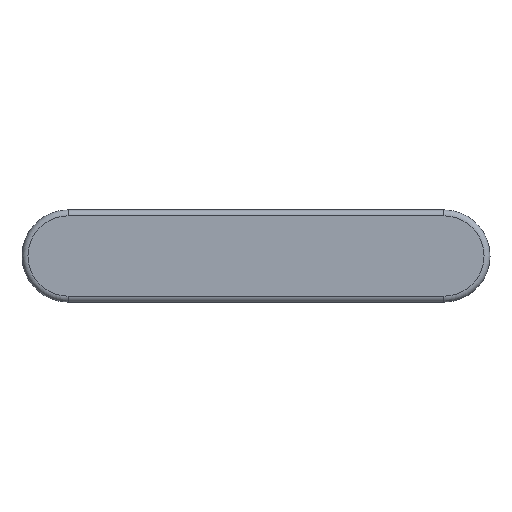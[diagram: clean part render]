
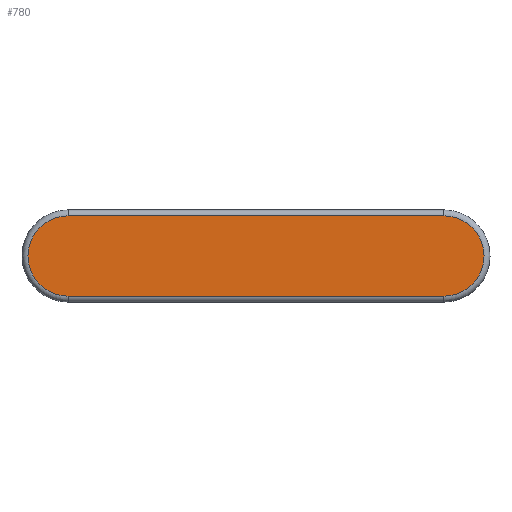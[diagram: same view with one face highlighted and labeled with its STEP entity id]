
A CAD part, front view. The second image highlights one B-rep face of the part: STEP entity #780.
In plain terms, the highlighted planar face has unit normal (0, -1, 0).
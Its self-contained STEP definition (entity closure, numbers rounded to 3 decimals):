
#370=CARTESIAN_POINT('',(-11.444,-24.8,
-3.315));
#380=DIRECTION('',(-0.,1.,0.));
#390=DIRECTION('',(1.,0.,0.));
#400=AXIS2_PLACEMENT_3D('',#370,#380,#390);
#410=PLANE('',#400);
#420=CARTESIAN_POINT('',(-23.9,-24.8,
0.));
#430=DIRECTION('',(0.,-1.,0.));
#440=DIRECTION('',(-1.,0.,0.));
#450=AXIS2_PLACEMENT_3D('',#420,#430,#440);
#460=CIRCLE('',#450,3.4);
#470=CARTESIAN_POINT('',(-23.9,-24.8,
3.4));
#480=VERTEX_POINT('',#470);
#490=CARTESIAN_POINT('',(-23.9,-24.8,
-3.4));
#500=VERTEX_POINT('',#490);
#510=EDGE_CURVE('',#480,#500,#460,.T.);
#520=ORIENTED_EDGE('',*,*,#510,.T.);
#530=CARTESIAN_POINT('',(0.,-24.8,3.4));
#540=DIRECTION('',(1.,0.,0.));
#550=VECTOR('',#540,1.);
#560=LINE('',#530,#550);
#570=CARTESIAN_POINT('',(7.9,-24.8,
3.4));
#580=VERTEX_POINT('',#570);
#590=EDGE_CURVE('',#480,#580,#560,.T.);
#600=ORIENTED_EDGE('',*,*,#590,.F.);
#610=CARTESIAN_POINT('',(7.9,-24.8,
0.));
#620=DIRECTION('',(0.,1.,0.));
#630=DIRECTION('',(1.,0.,0.));
#640=AXIS2_PLACEMENT_3D('',#610,#620,#630);
#650=CIRCLE('',#640,3.4);
#660=CARTESIAN_POINT('',(7.9,-24.8,
-3.4));
#670=VERTEX_POINT('',#660);
#680=EDGE_CURVE('',#580,#670,#650,.T.);
#690=ORIENTED_EDGE('',*,*,#680,.F.);
#700=CARTESIAN_POINT('',(0.,-24.8,-3.4));
#710=DIRECTION('',(-1.,0.,0.));
#720=VECTOR('',#710,1.);
#730=LINE('',#700,#720);
#740=EDGE_CURVE('',#670,#500,#730,.T.);
#750=ORIENTED_EDGE('',*,*,#740,.F.);
#760=EDGE_LOOP('',(#750,#690,#600,#520));
#770=FACE_OUTER_BOUND('',#760,.T.);
#780=ADVANCED_FACE('',(#770),#410,.F.);
